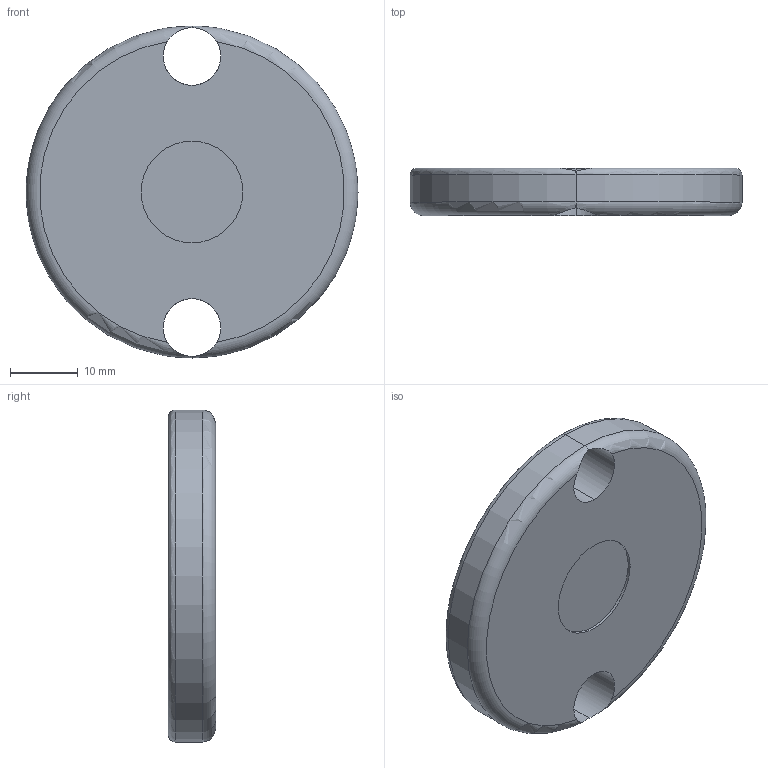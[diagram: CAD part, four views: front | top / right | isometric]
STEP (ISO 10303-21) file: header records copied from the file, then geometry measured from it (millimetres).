
FILE_DESCRIPTION (( 'STEP AP214' ), '1' );
FILE_NAME ('098ag060b.STEP', '2014-08-13T08:44:40', ( '' ), ( '' ), 'SwSTEP 2.0', 'SolidWorks 2014', '' );
FILE_SCHEMA (( 'AUTOMOTIVE_DESIGN' ));
Length unit declared in the file: millimetre
Products named in the file (1): 098ag060b
Bounding box: 49 x 7 x 49 mm (x, y, z)
Volume: 8763.6 mm3; surface area: 5264.3 mm2
Topology: 1 solids, 1 shells, 23 faces, 58 edges, 34 vertices
Faces by surface type: cylinder 10, torus 8, plane 5
Entity records: 1009 total; most frequent: CARTESIAN_POINT 224, DIRECTION 130, ORIENTED_EDGE 116, AXIS2_PLACEMENT_3D 60, EDGE_CURVE 58, CIRCLE 36, VERTEX_POINT 34, EDGE_LOOP 24
